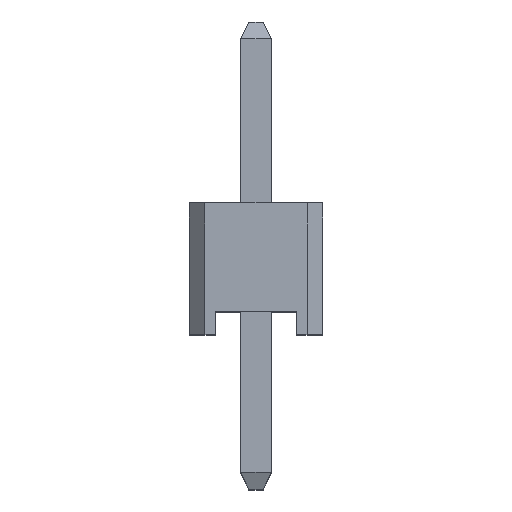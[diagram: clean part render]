
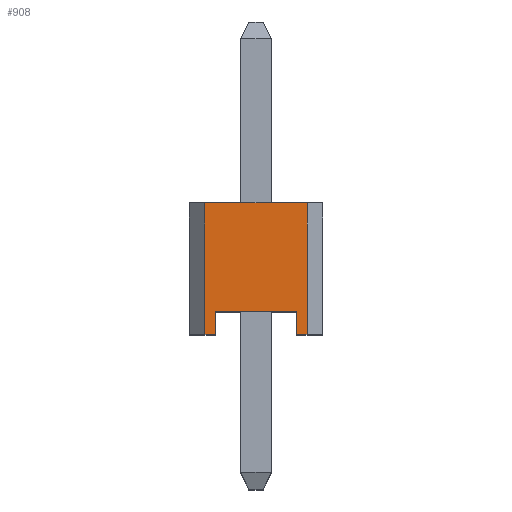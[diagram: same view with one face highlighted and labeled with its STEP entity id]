
A CAD part, top view. The second image highlights one B-rep face of the part: STEP entity #908.
In plain terms, the highlighted planar face has unit normal (0, 0, 1).
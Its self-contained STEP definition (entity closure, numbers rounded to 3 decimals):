
#336 = ORIENTED_EDGE ( 'NONE', *, *, #5148, .F. ) ;
#339 = ORIENTED_EDGE ( 'NONE', *, *, #5125, .T. ) ;
#340 = ORIENTED_EDGE ( 'NONE', *, *, #5147, .T. ) ;
#342 = ORIENTED_EDGE ( 'NONE', *, *, #5150, .F. ) ;
#344 = ORIENTED_EDGE ( 'NONE', *, *, #5142, .T. ) ;
#346 = ORIENTED_EDGE ( 'NONE', *, *, #5152, .F. ) ;
#349 = ORIENTED_EDGE ( 'NONE', *, *, #5154, .T. ) ;
#352 = ORIENTED_EDGE ( 'NONE', *, *, #5156, .F. ) ;
#673 = EDGE_LOOP ( 'NONE', ( #336, #340, #339, #342, #346, #344, #349, #352 ) ) ;
#908 = ADVANCED_FACE ( 'NONE', ( #2499 ), #2655, .F. ) ;
#2499 = FACE_OUTER_BOUND ( 'NONE', #673, .T. ) ;
#2505 = AXIS2_PLACEMENT_3D ( 'NONE', #2656, #2657, #2658 ) ;
#2655 = PLANE ( 'NONE',  #2505 ) ;
#2656 = CARTESIAN_POINT ( 'NONE',  ( 0.3, 2.5, 7.62 ) ) ;
#2657 = DIRECTION ( 'NONE',  ( 0., 0., -1. ) ) ;
#2658 = DIRECTION ( 'NONE',  ( -1., 0., 0. ) ) ;
#4178 = VECTOR ( 'NONE', #4330, 1000. ) ;
#4328 = LINE ( 'NONE', #4329, #4178 ) ;
#4329 = CARTESIAN_POINT ( 'NONE',  ( 0.3, 0., 7.62 ) ) ;
#4330 = DIRECTION ( 'NONE',  ( 1., 0., 0. ) ) ;
#4379 = LINE ( 'NONE', #4380, #4489 ) ;
#4380 = CARTESIAN_POINT ( 'NONE',  ( 0.3, 2.5, 7.62 ) ) ;
#4381 = DIRECTION ( 'NONE',  ( 0., -1., 0. ) ) ;
#4394 = LINE ( 'NONE', #4395, #4494 ) ;
#4395 = CARTESIAN_POINT ( 'NONE',  ( 2.04, 0.44, 7.62 ) ) ;
#4396 = DIRECTION ( 'NONE',  ( 0., -1., 0. ) ) ;
#4397 = LINE ( 'NONE', #4398, #4495 ) ;
#4398 = CARTESIAN_POINT ( 'NONE',  ( 0.5, 0.44, 7.62 ) ) ;
#4399 = DIRECTION ( 'NONE',  ( -1., 0., 0. ) ) ;
#4403 = LINE ( 'NONE', #4404, #4497 ) ;
#4404 = CARTESIAN_POINT ( 'NONE',  ( 2.24, 2.5, 7.62 ) ) ;
#4405 = DIRECTION ( 'NONE',  ( 0., -1., 0. ) ) ;
#4409 = LINE ( 'NONE', #4410, #4499 ) ;
#4410 = CARTESIAN_POINT ( 'NONE',  ( 0.3, 2.5, 7.62 ) ) ;
#4411 = DIRECTION ( 'NONE',  ( 1., 0., 0. ) ) ;
#4415 = LINE ( 'NONE', #4416, #4501 ) ;
#4416 = CARTESIAN_POINT ( 'NONE',  ( 0.3, 0., 7.62 ) ) ;
#4417 = DIRECTION ( 'NONE',  ( 1., 0., 0. ) ) ;
#4421 = LINE ( 'NONE', #4422, #4503 ) ;
#4422 = CARTESIAN_POINT ( 'NONE',  ( 0.5, 0.44, 7.62 ) ) ;
#4423 = DIRECTION ( 'NONE',  ( 0., -1., 0. ) ) ;
#4489 = VECTOR ( 'NONE', #4381, 1000. ) ;
#4494 = VECTOR ( 'NONE', #4396, 1000. ) ;
#4495 = VECTOR ( 'NONE', #4399, 1000. ) ;
#4497 = VECTOR ( 'NONE', #4405, 1000. ) ;
#4499 = VECTOR ( 'NONE', #4411, 1000. ) ;
#4501 = VECTOR ( 'NONE', #4417, 1000. ) ;
#4503 = VECTOR ( 'NONE', #4423, 1000. ) ;
#4789 = CARTESIAN_POINT ( 'NONE',  ( 2.04, 0., 7.62 ) ) ;
#4790 = CARTESIAN_POINT ( 'NONE',  ( 2.24, 0., 7.62 ) ) ;
#4801 = CARTESIAN_POINT ( 'NONE',  ( 0.3, 0., 7.62 ) ) ;
#4802 = CARTESIAN_POINT ( 'NONE',  ( 0.3, 2.5, 7.62 ) ) ;
#4803 = CARTESIAN_POINT ( 'NONE',  ( 2.04, 0.44, 7.62 ) ) ;
#4804 = CARTESIAN_POINT ( 'NONE',  ( 0.5, 0.44, 7.62 ) ) ;
#4805 = CARTESIAN_POINT ( 'NONE',  ( 2.24, 2.5, 7.62 ) ) ;
#4806 = CARTESIAN_POINT ( 'NONE',  ( 0.5, 0., 7.62 ) ) ;
#5125 = EDGE_CURVE ( 'NONE', #5369, #5370, #4328, .T. ) ;
#5142 = EDGE_CURVE ( 'NONE', #5382, #5381, #4379, .T. ) ;
#5147 = EDGE_CURVE ( 'NONE', #5383, #5369, #4394, .T. ) ;
#5148 = EDGE_CURVE ( 'NONE', #5383, #5384, #4397, .T. ) ;
#5150 = EDGE_CURVE ( 'NONE', #5385, #5370, #4403, .T. ) ;
#5152 = EDGE_CURVE ( 'NONE', #5382, #5385, #4409, .T. ) ;
#5154 = EDGE_CURVE ( 'NONE', #5381, #5386, #4415, .T. ) ;
#5156 = EDGE_CURVE ( 'NONE', #5384, #5386, #4421, .T. ) ;
#5369 = VERTEX_POINT ( 'NONE', #4789 ) ;
#5370 = VERTEX_POINT ( 'NONE', #4790 ) ;
#5381 = VERTEX_POINT ( 'NONE', #4801 ) ;
#5382 = VERTEX_POINT ( 'NONE', #4802 ) ;
#5383 = VERTEX_POINT ( 'NONE', #4803 ) ;
#5384 = VERTEX_POINT ( 'NONE', #4804 ) ;
#5385 = VERTEX_POINT ( 'NONE', #4805 ) ;
#5386 = VERTEX_POINT ( 'NONE', #4806 ) ;
